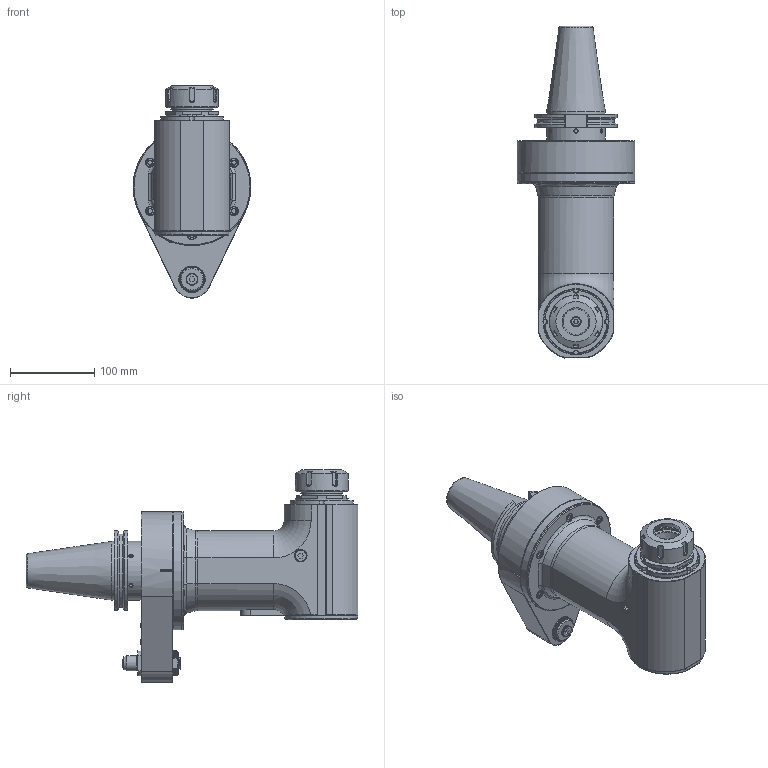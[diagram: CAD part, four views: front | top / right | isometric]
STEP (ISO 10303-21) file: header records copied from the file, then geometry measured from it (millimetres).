
FILE_DESCRIPTION(/* description */ (''),/* implementation_level */ '2;1');
FILE_NAME(/* name */ '9.G90.30L00-19C50.stp',/* time_stamp */ '2024-06-26T09:59:20-04:00',/* author */ ('jkrenzer'),/* organization */ (''),/* preprocessor_version */ 'ST-DEVELOPER v18.1',/* originating_system */ 'Autodesk Inventor 2022',/* authorisation */ '');
FILE_SCHEMA (('AUTOMOTIVE_DESIGN { 1 0 10303 214 3 1 1 }'));
Length unit declared in the file: millimetre
Products named in the file (1): G9030L0-0000001C_151
Bounding box: 140 x 394.75 x 252.42 mm (x, y, z)
Volume: 2329529.1 mm3; surface area: 404549.7 mm2
Topology: 3 solids, 8 shells, 1855 faces, 4777 edges, 3087 vertices
Faces by surface type: plane 1052, cylinder 333, cone 303, bspline 125, torus 42
Full cylindrical faces by diameter (mm): 3 x2, 3.3 x3, 4 x3, 4.2 x15, 5 x5, 5.5 x3, 5.8 x4, 6 x8, 6.4 x1, 6.5 x12, 7 x1, 7.3 x4, 8 x6, 8.5 x3, 9 x2, 9.2 x2, 9.5 x1, 9.8 x4, 10 x9, 10.25 x1, 10.5 x6, 11 x1, 12 x1, 12.8 x2, 13 x2, 13.5 x1, 14 x3, 14.5 x1, 15.2 x1, 17 x1
Entity records: 72081 total; most frequent: CARTESIAN_POINT 27217, ORIENTED_EDGE 9528, DIRECTION 8987, EDGE_CURVE 4764, AXIS2_PLACEMENT_3D 3105, VERTEX_POINT 3087, LINE 2777, VECTOR 2777
